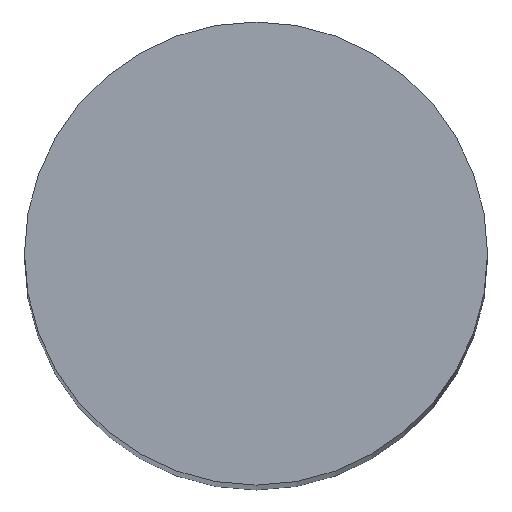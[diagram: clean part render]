
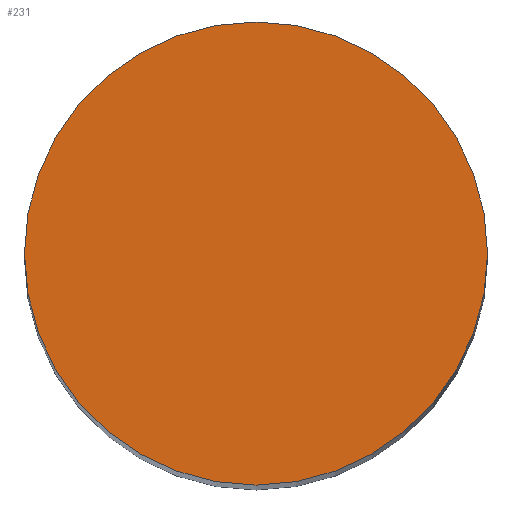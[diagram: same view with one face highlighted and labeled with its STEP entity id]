
A CAD part, top view. The second image highlights one B-rep face of the part: STEP entity #231.
In plain terms, the highlighted planar face has unit normal (0, 0, 1).
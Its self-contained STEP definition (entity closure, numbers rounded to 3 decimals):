
#222=EDGE_CURVE('240[2]',#446,#446,#447,.T.);
#231=ADVANCED_FACE('240[2]',(#458),#459,.T.);
#446=VERTEX_POINT('',#778);
#447=CIRCLE('',#779,3.5);
#458=FACE_OUTER_BOUND('',#793,.T.);
#459=PLANE('',#794);
#778=CARTESIAN_POINT('',(-3.5,0.,0.));
#779=AXIS2_PLACEMENT_3D('',#1059,#1060,#1061);
#793=EDGE_LOOP('',(#1084));
#794=AXIS2_PLACEMENT_3D('',#1085,#1086,#1087);
#1059=CARTESIAN_POINT('',(0.,0.,0.));
#1060=DIRECTION('',(0.,0.,-1.0));
#1061=DIRECTION('',(-1.0,0.,0.));
#1084=ORIENTED_EDGE('',*,*,#222,.F.);
#1085=CARTESIAN_POINT('',(-1.75,0.,0.));
#1086=DIRECTION('',(0.,0.,1.0));
#1087=DIRECTION('',(-1.0,0.,0.0));
